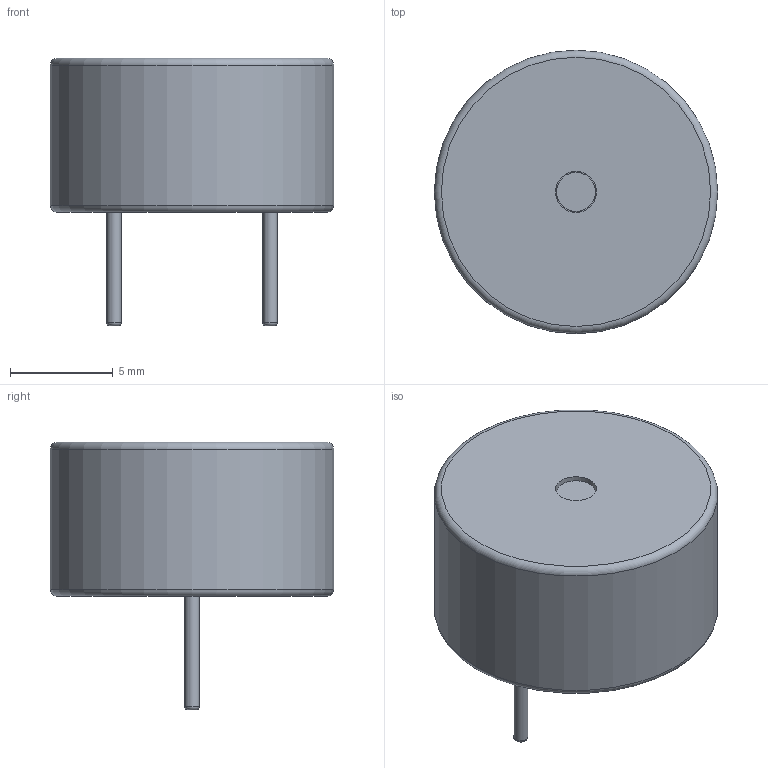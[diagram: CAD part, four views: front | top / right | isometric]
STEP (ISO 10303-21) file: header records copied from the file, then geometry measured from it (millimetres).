
FILE_DESCRIPTION(/* description */ ('model of Indicator_PUI_AI-1440-TWT-24V-2-R'),/* implementation_level */ '2;1');
FILE_NAME(/* name */ 'Indicator_PUI_AI-1440-TWT-24V-2-R.step',/* time_stamp */ '2020-05-08T15:28:58',/* author */ ('kicad StepUp','ksu'),/* organization */ ('FreeCAD'),/* preprocessor_version */ 'OCC',/* originating_system */ 'kicad StepUp',/* authorisation */ '');
FILE_SCHEMA(('AUTOMOTIVE_DESIGN { 1 0 10303 214 1 1 1 1 }'));
Length unit declared in the file: millimetre
Products named in the file (1): Indicator_PUI_AI_1440_TWT_24V_2_R
Bounding box: 13.8 x 13.8 x 13.03 mm (x, y, z)
Volume: 1121.4 mm3; surface area: 707.7 mm2
Topology: 1 solids, 1 shells, 15 faces, 23 edges, 14 vertices
Faces by surface type: plane 6, cylinder 5, torus 4
Full cylindrical faces by diameter (mm): 0.7 x2, 1.9 x1, 2 x1, 13.8 x1
Entity records: 430 total; most frequent: DIRECTION 73, CARTESIAN_POINT 53, ORIENTED_EDGE 46, AXIS2_PLACEMENT_3D 34, EDGE_CURVE 23, FACE_BOUND 19, EDGE_LOOP 19, CIRCLE 18
